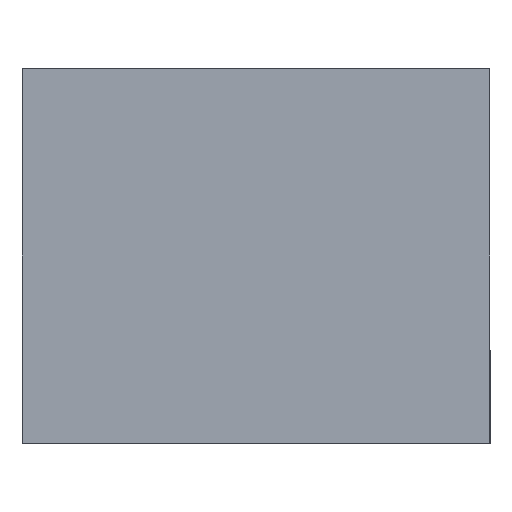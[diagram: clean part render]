
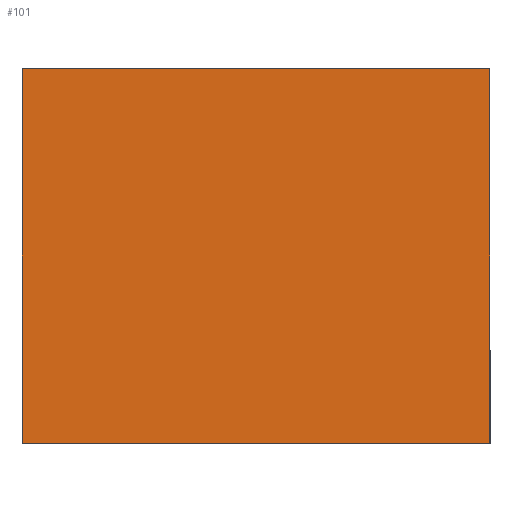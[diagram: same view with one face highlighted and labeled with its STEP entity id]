
A CAD part, left-side view. The second image highlights one B-rep face of the part: STEP entity #101.
In plain terms, the highlighted face is planar.
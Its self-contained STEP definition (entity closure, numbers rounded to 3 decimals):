
#101 = ADVANCED_FACE( '', ( #171 ), #172, .T. );
#171 = FACE_OUTER_BOUND( '', #221, .T. );
#172 = PLANE( '', #222 );
#221 = EDGE_LOOP( '', ( #294, #295, #296, #297 ) );
#222 = AXIS2_PLACEMENT_3D( '', #298, #299, #300 );
#294 = ORIENTED_EDGE( '', *, *, #352, .T. );
#295 = ORIENTED_EDGE( '', *, *, #335, .T. );
#296 = ORIENTED_EDGE( '', *, *, #359, .T. );
#297 = ORIENTED_EDGE( '', *, *, #363, .T. );
#298 = CARTESIAN_POINT( '', ( 0., 0., -0.375 ) );
#299 = DIRECTION( '', ( 0., 0., -1. ) );
#300 = DIRECTION( '', ( -1., 0., 0. ) );
#335 = EDGE_CURVE( '', #371, #372, #373, .T. );
#352 = EDGE_CURVE( '', #399, #371, #400, .T. );
#359 = EDGE_CURVE( '', #372, #409, #410, .T. );
#363 = EDGE_CURVE( '', #409, #399, #415, .T. );
#371 = VERTEX_POINT( '', #423 );
#372 = VERTEX_POINT( '', #424 );
#373 = LINE( '', #425, #426 );
#399 = VERTEX_POINT( '', #464 );
#400 = LINE( '', #465, #466 );
#409 = VERTEX_POINT( '', #479 );
#410 = LINE( '', #480, #481 );
#415 = LINE( '', #488, #489 );
#423 = CARTESIAN_POINT( '', ( 1.25, -1., -0.375 ) );
#424 = CARTESIAN_POINT( '', ( -1.25, -1., -0.375 ) );
#425 = CARTESIAN_POINT( '', ( 1.25, -1., -0.375 ) );
#426 = VECTOR( '', #498, 1000. );
#464 = CARTESIAN_POINT( '', ( 1.25, 1., -0.375 ) );
#465 = CARTESIAN_POINT( '', ( 1.25, 1., -0.375 ) );
#466 = VECTOR( '', #511, 1000. );
#479 = CARTESIAN_POINT( '', ( -1.25, 1., -0.375 ) );
#480 = CARTESIAN_POINT( '', ( -1.25, -1., -0.375 ) );
#481 = VECTOR( '', #516, 1000. );
#488 = CARTESIAN_POINT( '', ( -1.25, 1., -0.375 ) );
#489 = VECTOR( '', #519, 1000. );
#498 = DIRECTION( '', ( -1., 0., 0. ) );
#511 = DIRECTION( '', ( 0., -1., 0. ) );
#516 = DIRECTION( '', ( 0., 1., 0. ) );
#519 = DIRECTION( '', ( 1., 0., 0. ) );
